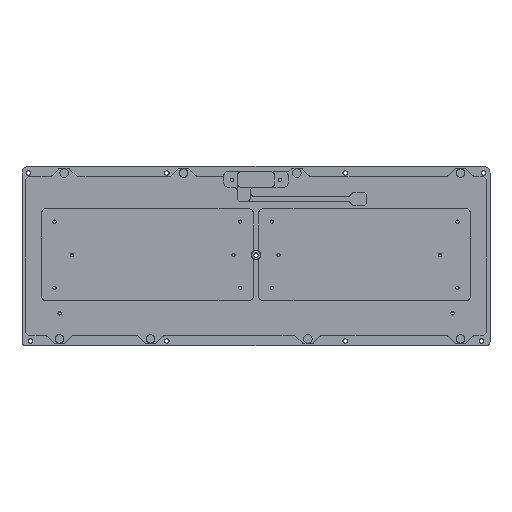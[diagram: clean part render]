
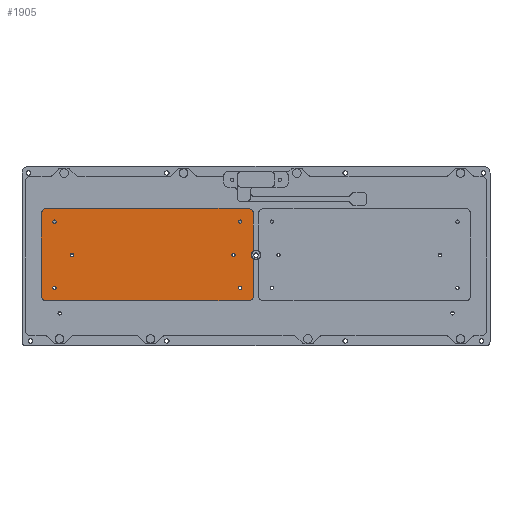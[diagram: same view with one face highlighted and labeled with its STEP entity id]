
A CAD part, top view. The second image highlights one B-rep face of the part: STEP entity #1905.
In plain terms, the highlighted planar face has unit normal (0, 0, 1).
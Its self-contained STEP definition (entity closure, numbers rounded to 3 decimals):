
#1307=CARTESIAN_POINT('',(207.671,-93.51,-6.55));
#1308=VERTEX_POINT('',#1307);
#1332=CARTESIAN_POINT('',(210.097,-97.019,-6.55));
#1333=VERTEX_POINT('',#1332);
#1334=CARTESIAN_POINT('',(211.421,-93.51,-6.55));
#1335=DIRECTION('',(0.,-0.,-1.));
#1336=DIRECTION('',(1.,0.,0.));
#1337=AXIS2_PLACEMENT_3D('',#1334,#1335,#1336);
#1338=CIRCLE('',#1337,3.75);
#1339=EDGE_CURVE('',#1333,#1308,#1338,.T.);
#1365=CARTESIAN_POINT('',(210.097,-90.002,-6.55));
#1366=VERTEX_POINT('',#1365);
#1373=CARTESIAN_POINT('',(211.421,-93.51,-6.55));
#1374=DIRECTION('',(0.,-0.,-1.));
#1375=DIRECTION('',(1.,0.,0.));
#1376=AXIS2_PLACEMENT_3D('',#1373,#1374,#1375);
#1377=CIRCLE('',#1376,3.75);
#1378=EDGE_CURVE('',#1308,#1366,#1377,.T.);
#1390=CARTESIAN_POINT('',(209.421,-97.487,-6.55));
#1391=VERTEX_POINT('',#1390);
#1392=CARTESIAN_POINT('',(209.921,-97.487,-6.55));
#1393=DIRECTION('',(0.,0.,1.));
#1394=DIRECTION('',(-0.569,0.822,0.));
#1395=AXIS2_PLACEMENT_3D('',#1392,#1393,#1394);
#1396=CIRCLE('',#1395,0.5);
#1397=EDGE_CURVE('',#1333,#1391,#1396,.T.);
#1414=CARTESIAN_POINT('',(209.421,-89.534,-6.55));
#1415=VERTEX_POINT('',#1414);
#1422=CARTESIAN_POINT('',(209.921,-89.534,-6.55));
#1423=DIRECTION('',(-0.,0.,1.));
#1424=DIRECTION('',(-0.569,-0.822,0.));
#1425=AXIS2_PLACEMENT_3D('',#1422,#1423,#1424);
#1426=CIRCLE('',#1425,0.5);
#1427=EDGE_CURVE('',#1415,#1366,#1426,.T.);
#1531=CARTESIAN_POINT('',(73.489,-93.526,-6.55));
#1532=VERTEX_POINT('',#1531);
#1547=CARTESIAN_POINT('',(72.239,-94.783,-6.55));
#1548=VERTEX_POINT('',#1547);
#1549=CARTESIAN_POINT('',(72.239,-93.526,-6.55));
#1550=DIRECTION('',(-0.,0.,-1.));
#1551=DIRECTION('',(0.,1.,0.));
#1552=AXIS2_PLACEMENT_3D('',#1549,#1550,#1551);
#1553=ELLIPSE('',#1552,1.257,1.25);
#1554=EDGE_CURVE('',#1548,#1532,#1553,.T.);
#1556=CARTESIAN_POINT('',(72.239,-93.526,-6.55));
#1557=DIRECTION('',(-0.,0.,-1.));
#1558=DIRECTION('',(0.,1.,0.));
#1559=AXIS2_PLACEMENT_3D('',#1556,#1557,#1558);
#1560=ELLIPSE('',#1559,1.257,1.25);
#1561=EDGE_CURVE('',#1532,#1548,#1560,.T.);
#1573=CARTESIAN_POINT('',(195.671,-93.526,-6.55));
#1574=VERTEX_POINT('',#1573);
#1589=CARTESIAN_POINT('',(194.421,-94.783,-6.55));
#1590=VERTEX_POINT('',#1589);
#1591=CARTESIAN_POINT('',(194.421,-93.526,-6.55));
#1592=DIRECTION('',(-0.,0.,-1.));
#1593=DIRECTION('',(0.,1.,0.));
#1594=AXIS2_PLACEMENT_3D('',#1591,#1592,#1593);
#1595=ELLIPSE('',#1594,1.257,1.25);
#1596=EDGE_CURVE('',#1590,#1574,#1595,.T.);
#1598=CARTESIAN_POINT('',(194.421,-93.526,-6.55));
#1599=DIRECTION('',(-0.,0.,-1.));
#1600=DIRECTION('',(0.,1.,0.));
#1601=AXIS2_PLACEMENT_3D('',#1598,#1599,#1600);
#1602=ELLIPSE('',#1601,1.257,1.25);
#1603=EDGE_CURVE('',#1574,#1590,#1602,.T.);
#1732=CARTESIAN_POINT('',(211.421,-93.31,-6.55));
#1733=DIRECTION('',(0.,0.,1.));
#1734=DIRECTION('',(1.,0.,-0.));
#1735=AXIS2_PLACEMENT_3D('',#1732,#1733,#1734);
#1736=PLANE('',#1735);
#1737=CARTESIAN_POINT('',(200.671,-68.288,-6.55));
#1738=VERTEX_POINT('',#1737);
#1739=CARTESIAN_POINT('',(198.171,-68.288,-6.55));
#1740=VERTEX_POINT('',#1739);
#1741=CARTESIAN_POINT('',(199.421,-68.288,-6.55));
#1742=DIRECTION('',(0.,-0.,-1.));
#1743=DIRECTION('',(1.,0.,0.));
#1744=AXIS2_PLACEMENT_3D('',#1741,#1742,#1743);
#1745=CIRCLE('',#1744,1.25);
#1746=EDGE_CURVE('',#1738,#1740,#1745,.T.);
#1747=ORIENTED_EDGE('',*,*,#1746,.T.);
#1748=CARTESIAN_POINT('',(199.421,-68.288,-6.55));
#1749=DIRECTION('',(0.,-0.,-1.));
#1750=DIRECTION('',(1.,0.,0.));
#1751=AXIS2_PLACEMENT_3D('',#1748,#1749,#1750);
#1752=CIRCLE('',#1751,1.25);
#1753=EDGE_CURVE('',#1740,#1738,#1752,.T.);
#1754=ORIENTED_EDGE('',*,*,#1753,.T.);
#1755=EDGE_LOOP('',(#1747,#1754));
#1756=FACE_BOUND('',#1755,.T.);
#1757=CARTESIAN_POINT('',(60.171,-68.288,-6.55));
#1758=VERTEX_POINT('',#1757);
#1759=CARTESIAN_POINT('',(57.671,-68.288,-6.55));
#1760=VERTEX_POINT('',#1759);
#1761=CARTESIAN_POINT('',(58.921,-68.288,-6.55));
#1762=DIRECTION('',(0.,-0.,-1.));
#1763=DIRECTION('',(1.,0.,0.));
#1764=AXIS2_PLACEMENT_3D('',#1761,#1762,#1763);
#1765=CIRCLE('',#1764,1.25);
#1766=EDGE_CURVE('',#1758,#1760,#1765,.T.);
#1767=ORIENTED_EDGE('',*,*,#1766,.T.);
#1768=CARTESIAN_POINT('',(58.921,-68.288,-6.55));
#1769=DIRECTION('',(0.,-0.,-1.));
#1770=DIRECTION('',(1.,0.,0.));
#1771=AXIS2_PLACEMENT_3D('',#1768,#1769,#1770);
#1772=CIRCLE('',#1771,1.25);
#1773=EDGE_CURVE('',#1760,#1758,#1772,.T.);
#1774=ORIENTED_EDGE('',*,*,#1773,.T.);
#1775=EDGE_LOOP('',(#1767,#1774));
#1776=FACE_BOUND('',#1775,.T.);
#1777=CARTESIAN_POINT('',(200.671,-118.333,-6.55));
#1778=VERTEX_POINT('',#1777);
#1779=CARTESIAN_POINT('',(198.171,-118.333,-6.55));
#1780=VERTEX_POINT('',#1779);
#1781=CARTESIAN_POINT('',(199.421,-118.333,-6.55));
#1782=DIRECTION('',(0.,-0.,-1.));
#1783=DIRECTION('',(1.,0.,0.));
#1784=AXIS2_PLACEMENT_3D('',#1781,#1782,#1783);
#1785=CIRCLE('',#1784,1.25);
#1786=EDGE_CURVE('',#1778,#1780,#1785,.T.);
#1787=ORIENTED_EDGE('',*,*,#1786,.T.);
#1788=CARTESIAN_POINT('',(199.421,-118.333,-6.55));
#1789=DIRECTION('',(0.,-0.,-1.));
#1790=DIRECTION('',(1.,0.,0.));
#1791=AXIS2_PLACEMENT_3D('',#1788,#1789,#1790);
#1792=CIRCLE('',#1791,1.25);
#1793=EDGE_CURVE('',#1780,#1778,#1792,.T.);
#1794=ORIENTED_EDGE('',*,*,#1793,.T.);
#1795=EDGE_LOOP('',(#1787,#1794));
#1796=FACE_BOUND('',#1795,.T.);
#1797=CARTESIAN_POINT('',(60.171,-118.333,-6.55));
#1798=VERTEX_POINT('',#1797);
#1799=CARTESIAN_POINT('',(57.671,-118.333,-6.55));
#1800=VERTEX_POINT('',#1799);
#1801=CARTESIAN_POINT('',(58.921,-118.333,-6.55));
#1802=DIRECTION('',(0.,-0.,-1.));
#1803=DIRECTION('',(1.,0.,0.));
#1804=AXIS2_PLACEMENT_3D('',#1801,#1802,#1803);
#1805=CIRCLE('',#1804,1.25);
#1806=EDGE_CURVE('',#1798,#1800,#1805,.T.);
#1807=ORIENTED_EDGE('',*,*,#1806,.T.);
#1808=CARTESIAN_POINT('',(58.921,-118.333,-6.55));
#1809=DIRECTION('',(0.,-0.,-1.));
#1810=DIRECTION('',(1.,0.,0.));
#1811=AXIS2_PLACEMENT_3D('',#1808,#1809,#1810);
#1812=CIRCLE('',#1811,1.25);
#1813=EDGE_CURVE('',#1800,#1798,#1812,.T.);
#1814=ORIENTED_EDGE('',*,*,#1813,.T.);
#1815=EDGE_LOOP('',(#1807,#1814));
#1816=FACE_BOUND('',#1815,.T.);
#1817=ORIENTED_EDGE('',*,*,#1339,.T.);
#1818=ORIENTED_EDGE('',*,*,#1378,.T.);
#1819=ORIENTED_EDGE('',*,*,#1427,.F.);
#1820=CARTESIAN_POINT('',(209.421,-62.288,-6.55));
#1821=VERTEX_POINT('',#1820);
#1822=CARTESIAN_POINT('',(209.421,-55.545,-6.55));
#1823=DIRECTION('',(0.,1.,-0.));
#1824=VECTOR('',#1823,272.462);
#1825=LINE('',#1822,#1824);
#1826=EDGE_CURVE('',#1415,#1821,#1825,.T.);
#1827=ORIENTED_EDGE('',*,*,#1826,.T.);
#1828=CARTESIAN_POINT('',(205.421,-58.288,-6.55));
#1829=VERTEX_POINT('',#1828);
#1830=CARTESIAN_POINT('',(205.421,-62.288,-6.55));
#1831=DIRECTION('',(-0.,0.,1.));
#1832=DIRECTION('',(0.707,0.707,0.));
#1833=AXIS2_PLACEMENT_3D('',#1830,#1831,#1832);
#1834=CIRCLE('',#1833,4.);
#1835=EDGE_CURVE('',#1821,#1829,#1834,.T.);
#1836=ORIENTED_EDGE('',*,*,#1835,.T.);
#1837=CARTESIAN_POINT('',(52.921,-58.288,-6.55));
#1838=VERTEX_POINT('',#1837);
#1839=CARTESIAN_POINT('',(-1311.079,-58.288,-6.55));
#1840=DIRECTION('',(-1.,0.,0.));
#1841=VECTOR('',#1840,1525.);
#1842=LINE('',#1839,#1841);
#1843=EDGE_CURVE('',#1829,#1838,#1842,.T.);
#1844=ORIENTED_EDGE('',*,*,#1843,.T.);
#1845=CARTESIAN_POINT('',(48.921,-62.288,-6.55));
#1846=VERTEX_POINT('',#1845);
#1847=CARTESIAN_POINT('',(52.921,-62.288,-6.55));
#1848=DIRECTION('',(0.,0.,1.));
#1849=DIRECTION('',(-0.707,0.707,0.));
#1850=AXIS2_PLACEMENT_3D('',#1847,#1848,#1849);
#1851=CIRCLE('',#1850,4.);
#1852=EDGE_CURVE('',#1838,#1846,#1851,.T.);
#1853=ORIENTED_EDGE('',*,*,#1852,.T.);
#1854=CARTESIAN_POINT('',(48.921,-124.333,-6.55));
#1855=VERTEX_POINT('',#1854);
#1856=CARTESIAN_POINT('',(48.921,-98.288,-6.55));
#1857=DIRECTION('',(0.,-1.,0.));
#1858=VECTOR('',#1857,620.454);
#1859=LINE('',#1856,#1858);
#1860=EDGE_CURVE('',#1846,#1855,#1859,.T.);
#1861=ORIENTED_EDGE('',*,*,#1860,.T.);
#1862=CARTESIAN_POINT('',(52.921,-128.333,-6.55));
#1863=VERTEX_POINT('',#1862);
#1864=CARTESIAN_POINT('',(52.921,-124.333,-6.55));
#1865=DIRECTION('',(-0.,0.,1.));
#1866=DIRECTION('',(-0.707,-0.707,0.));
#1867=AXIS2_PLACEMENT_3D('',#1864,#1865,#1866);
#1868=CIRCLE('',#1867,4.);
#1869=EDGE_CURVE('',#1855,#1863,#1868,.T.);
#1870=ORIENTED_EDGE('',*,*,#1869,.T.);
#1871=CARTESIAN_POINT('',(205.421,-128.333,-6.55));
#1872=VERTEX_POINT('',#1871);
#1873=CARTESIAN_POINT('',(88.921,-128.333,-6.55));
#1874=DIRECTION('',(1.,0.,-0.));
#1875=VECTOR('',#1874,1525.);
#1876=LINE('',#1873,#1875);
#1877=EDGE_CURVE('',#1863,#1872,#1876,.T.);
#1878=ORIENTED_EDGE('',*,*,#1877,.T.);
#1879=CARTESIAN_POINT('',(209.421,-124.333,-6.55));
#1880=VERTEX_POINT('',#1879);
#1881=CARTESIAN_POINT('',(205.421,-124.333,-6.55));
#1882=DIRECTION('',(0.,0.,1.));
#1883=DIRECTION('',(0.707,-0.707,0.));
#1884=AXIS2_PLACEMENT_3D('',#1881,#1882,#1883);
#1885=CIRCLE('',#1884,4.);
#1886=EDGE_CURVE('',#1872,#1880,#1885,.T.);
#1887=ORIENTED_EDGE('',*,*,#1886,.T.);
#1888=CARTESIAN_POINT('',(209.421,-403.537,-6.55));
#1889=DIRECTION('',(0.,1.,-0.));
#1890=VECTOR('',#1889,268.462);
#1891=LINE('',#1888,#1890);
#1892=EDGE_CURVE('',#1880,#1391,#1891,.T.);
#1893=ORIENTED_EDGE('',*,*,#1892,.T.);
#1894=ORIENTED_EDGE('',*,*,#1397,.F.);
#1895=EDGE_LOOP('',(#1817,#1818,#1819,#1827,#1836,#1844,#1853,#1861,#1870,#1878,#1887,#1893,#1894));
#1896=FACE_BOUND('',#1895,.T.);
#1897=ORIENTED_EDGE('',*,*,#1596,.T.);
#1898=ORIENTED_EDGE('',*,*,#1603,.T.);
#1899=EDGE_LOOP('',(#1897,#1898));
#1900=FACE_BOUND('',#1899,.T.);
#1901=ORIENTED_EDGE('',*,*,#1554,.T.);
#1902=ORIENTED_EDGE('',*,*,#1561,.T.);
#1903=EDGE_LOOP('',(#1901,#1902));
#1904=FACE_BOUND('',#1903,.T.);
#1905=ADVANCED_FACE('',(#1756,#1776,#1796,#1816,#1896,#1900,#1904),#1736,.T.);
